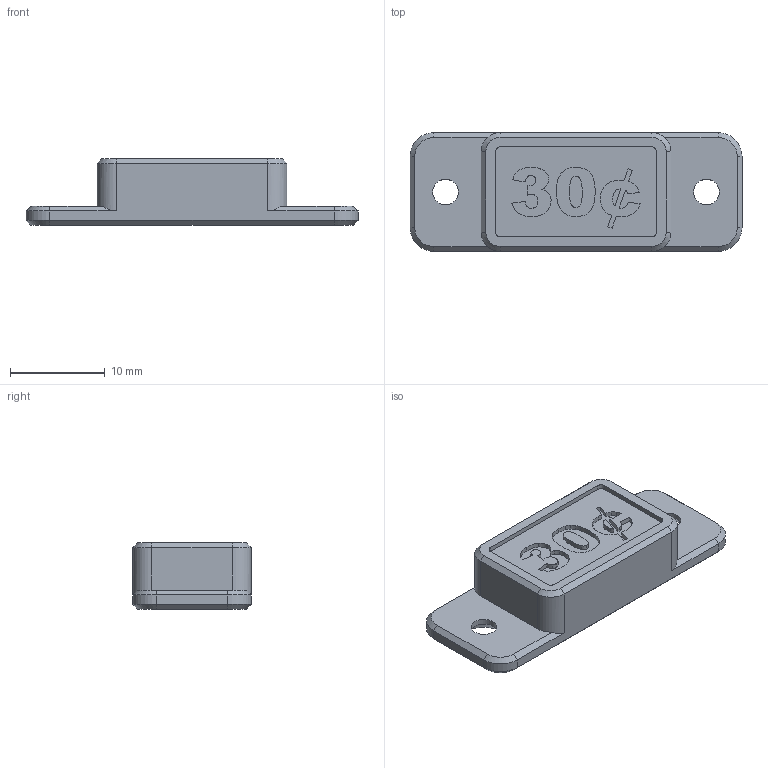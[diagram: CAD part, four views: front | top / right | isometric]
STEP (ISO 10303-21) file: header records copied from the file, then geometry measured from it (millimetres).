
FILE_DESCRIPTION(/* description */ (''),/* implementation_level */ '2;1');
FILE_NAME(/* name */ 'TopBadge.step',/* time_stamp */ '2023-06-02T12:15:51+03:00',/* author */ (''),/* organization */ (''),/* preprocessor_version */ 'ST-DEVELOPER v19.2',/* originating_system */ 'Autodesk Translation Framework v12.4.0.73',/* authorisation */ '');
FILE_SCHEMA (('AUTOMOTIVE_DESIGN { 1 0 10303 214 3 1 1 }'));
Length unit declared in the file: millimetre
Products named in the file (1): TopBadge
Bounding box: 35 x 12.5 x 7 mm (x, y, z)
Volume: 1926.9 mm3; surface area: 1357.5 mm2
Topology: 1 solids, 1 shells, 148 faces, 394 edges, 254 vertices
Faces by surface type: bspline 73, plane 47, cone 14, cylinder 14
Full cylindrical faces by diameter (mm): 2.7 x2
Entity records: 5434 total; most frequent: CARTESIAN_POINT 2178, ORIENTED_EDGE 788, DIRECTION 446, EDGE_CURVE 394, VERTEX_POINT 254, LINE 202, VECTOR 202, EDGE_LOOP 158
